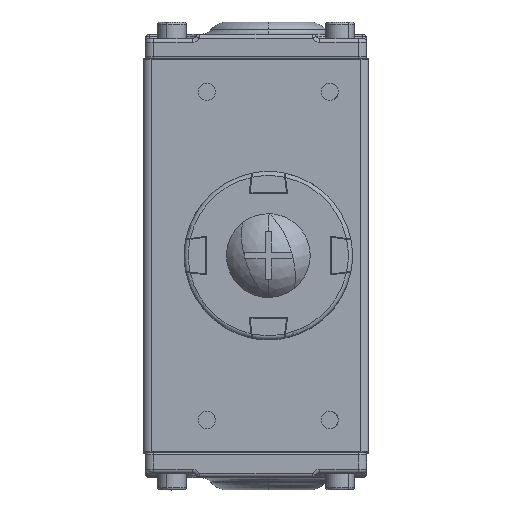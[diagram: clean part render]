
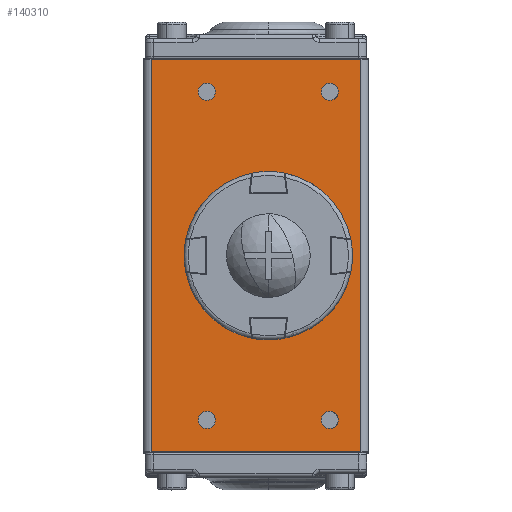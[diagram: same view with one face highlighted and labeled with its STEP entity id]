
A CAD part, top view. The second image highlights one B-rep face of the part: STEP entity #140310.
In plain terms, the highlighted planar face has unit normal (0, 0, 1).
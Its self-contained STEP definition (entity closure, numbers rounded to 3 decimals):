
#140171=CARTESIAN_POINT('',(-30.5,-48.,80.));
#140172=DIRECTION('',(0.,0.,-1.));
#140173=DIRECTION('',(0.,1.,0.));
#140174=AXIS2_PLACEMENT_3D('',#140171,#140172,#140173);
#140175=PLANE('',#140174);
#140176=CARTESIAN_POINT('',(15.,-42.1,80.));
#140177=VERTEX_POINT('',#140176);
#140178=CARTESIAN_POINT('',(15.,-37.9,80.));
#140179=VERTEX_POINT('',#140178);
#140180=CARTESIAN_POINT('',(15.,-40.,80.));
#140181=DIRECTION('',(0.,-0.,1.));
#140182=DIRECTION('',(0.,-1.,-0.));
#140183=AXIS2_PLACEMENT_3D('',#140180,#140181,#140182);
#140184=CIRCLE('',#140183,2.1);
#140185=EDGE_CURVE('NONE',#140177,#140179,#140184,.T.);
#140186=ORIENTED_EDGE('',*,*,#140185,.F.);
#140187=CARTESIAN_POINT('',(15.,-40.,80.));
#140188=DIRECTION('',(0.,-0.,1.));
#140189=DIRECTION('',(0.,-1.,-0.));
#140190=AXIS2_PLACEMENT_3D('',#140187,#140188,#140189);
#140191=CIRCLE('',#140190,2.1);
#140192=EDGE_CURVE('NONE',#140179,#140177,#140191,.T.);
#140193=ORIENTED_EDGE('',*,*,#140192,.F.);
#140194=EDGE_LOOP('',(#140186,#140193));
#140195=FACE_BOUND('',#140194,.T.);
#140196=CARTESIAN_POINT('',(-15.,-42.1,80.));
#140197=VERTEX_POINT('',#140196);
#140198=CARTESIAN_POINT('',(-15.,-37.9,80.));
#140199=VERTEX_POINT('',#140198);
#140200=CARTESIAN_POINT('',(-15.,-40.,80.));
#140201=DIRECTION('',(0.,-0.,1.));
#140202=DIRECTION('',(0.,-1.,-0.));
#140203=AXIS2_PLACEMENT_3D('',#140200,#140201,#140202);
#140204=CIRCLE('',#140203,2.1);
#140205=EDGE_CURVE('NONE',#140197,#140199,#140204,.T.);
#140206=ORIENTED_EDGE('',*,*,#140205,.F.);
#140207=CARTESIAN_POINT('',(-15.,-40.,80.));
#140208=DIRECTION('',(0.,-0.,1.));
#140209=DIRECTION('',(0.,-1.,-0.));
#140210=AXIS2_PLACEMENT_3D('',#140207,#140208,#140209);
#140211=CIRCLE('',#140210,2.1);
#140212=EDGE_CURVE('NONE',#140199,#140197,#140211,.T.);
#140213=ORIENTED_EDGE('',*,*,#140212,.F.);
#140214=EDGE_LOOP('',(#140206,#140213));
#140215=FACE_BOUND('',#140214,.T.);
#140216=CARTESIAN_POINT('',(-15.,37.9,80.));
#140217=VERTEX_POINT('',#140216);
#140218=CARTESIAN_POINT('',(-15.,42.1,80.));
#140219=VERTEX_POINT('',#140218);
#140220=CARTESIAN_POINT('',(-15.,40.,80.));
#140221=DIRECTION('',(0.,-0.,1.));
#140222=DIRECTION('',(0.,-1.,-0.));
#140223=AXIS2_PLACEMENT_3D('',#140220,#140221,#140222);
#140224=CIRCLE('',#140223,2.1);
#140225=EDGE_CURVE('NONE',#140217,#140219,#140224,.T.);
#140226=ORIENTED_EDGE('',*,*,#140225,.F.);
#140227=CARTESIAN_POINT('',(-15.,40.,80.));
#140228=DIRECTION('',(0.,-0.,1.));
#140229=DIRECTION('',(0.,-1.,-0.));
#140230=AXIS2_PLACEMENT_3D('',#140227,#140228,#140229);
#140231=CIRCLE('',#140230,2.1);
#140232=EDGE_CURVE('NONE',#140219,#140217,#140231,.T.);
#140233=ORIENTED_EDGE('',*,*,#140232,.F.);
#140234=EDGE_LOOP('',(#140226,#140233));
#140235=FACE_BOUND('',#140234,.T.);
#140236=CARTESIAN_POINT('',(15.,37.9,80.));
#140237=VERTEX_POINT('',#140236);
#140238=CARTESIAN_POINT('',(15.,42.1,80.));
#140239=VERTEX_POINT('',#140238);
#140240=CARTESIAN_POINT('',(15.,40.,80.));
#140241=DIRECTION('',(0.,-0.,1.));
#140242=DIRECTION('',(0.,-1.,-0.));
#140243=AXIS2_PLACEMENT_3D('',#140240,#140241,#140242);
#140244=CIRCLE('',#140243,2.1);
#140245=EDGE_CURVE('NONE',#140237,#140239,#140244,.T.);
#140246=ORIENTED_EDGE('',*,*,#140245,.F.);
#140247=CARTESIAN_POINT('',(15.,40.,80.));
#140248=DIRECTION('',(0.,-0.,1.));
#140249=DIRECTION('',(0.,-1.,-0.));
#140250=AXIS2_PLACEMENT_3D('',#140247,#140248,#140249);
#140251=CIRCLE('',#140250,2.1);
#140252=EDGE_CURVE('NONE',#140239,#140237,#140251,.T.);
#140253=ORIENTED_EDGE('',*,*,#140252,.F.);
#140254=EDGE_LOOP('',(#140246,#140253));
#140255=FACE_BOUND('',#140254,.T.);
#140256=CARTESIAN_POINT('',(22.5,-47.8,80.));
#140257=VERTEX_POINT('',#140256);
#140258=CARTESIAN_POINT('',(22.5,47.8,80.));
#140259=VERTEX_POINT('',#140258);
#140260=CARTESIAN_POINT('',(22.5,-47.8,80.));
#140261=DIRECTION('',(0.,1.,0.));
#140262=VECTOR('',#140261,95.6);
#140263=LINE('',#140260,#140262);
#140264=EDGE_CURVE('',#140257,#140259,#140263,.T.);
#140265=ORIENTED_EDGE('',*,*,#140264,.T.);
#140266=CARTESIAN_POINT('',(-28.5,47.8,80.));
#140267=VERTEX_POINT('',#140266);
#140268=CARTESIAN_POINT('',(22.5,47.8,80.));
#140269=DIRECTION('',(-1.,0.,0.));
#140270=VECTOR('',#140269,51.);
#140271=LINE('',#140268,#140270);
#140272=EDGE_CURVE('',#140259,#140267,#140271,.T.);
#140273=ORIENTED_EDGE('',*,*,#140272,.T.);
#140274=CARTESIAN_POINT('',(-28.5,-47.8,80.));
#140275=VERTEX_POINT('',#140274);
#140276=CARTESIAN_POINT('',(-28.5,47.8,80.));
#140277=DIRECTION('',(-0.,-1.,-0.));
#140278=VECTOR('',#140277,95.6);
#140279=LINE('',#140276,#140278);
#140280=EDGE_CURVE('',#140267,#140275,#140279,.T.);
#140281=ORIENTED_EDGE('',*,*,#140280,.T.);
#140282=CARTESIAN_POINT('',(-28.5,-47.8,80.));
#140283=DIRECTION('',(1.,-0.,-0.));
#140284=VECTOR('',#140283,51.);
#140285=LINE('',#140282,#140284);
#140286=EDGE_CURVE('',#140275,#140257,#140285,.T.);
#140287=ORIENTED_EDGE('',*,*,#140286,.T.);
#140288=EDGE_LOOP('',(#140265,#140273,#140281,#140287));
#140289=FACE_BOUND('',#140288,.T.);
#140290=CARTESIAN_POINT('',(7.,0.,80.));
#140291=VERTEX_POINT('',#140290);
#140292=CARTESIAN_POINT('',(-7.,0.,80.));
#140293=VERTEX_POINT('',#140292);
#140294=CARTESIAN_POINT('',(0.,0.,80.));
#140295=DIRECTION('',(0.,0.,-1.));
#140296=DIRECTION('',(0.,1.,0.));
#140297=AXIS2_PLACEMENT_3D('',#140294,#140295,#140296);
#140298=CIRCLE('',#140297,7.);
#140299=EDGE_CURVE('',#140291,#140293,#140298,.T.);
#140300=ORIENTED_EDGE('',*,*,#140299,.T.);
#140301=CARTESIAN_POINT('',(0.,0.,80.));
#140302=DIRECTION('',(0.,0.,-1.));
#140303=DIRECTION('',(0.,1.,0.));
#140304=AXIS2_PLACEMENT_3D('',#140301,#140302,#140303);
#140305=CIRCLE('',#140304,7.);
#140306=EDGE_CURVE('',#140293,#140291,#140305,.T.);
#140307=ORIENTED_EDGE('',*,*,#140306,.T.);
#140308=EDGE_LOOP('',(#140300,#140307));
#140309=FACE_BOUND('',#140308,.T.);
#140310=ADVANCED_FACE('',(#140195,#140215,#140235,#140255,#140289,#140309),#140175,.F.);
